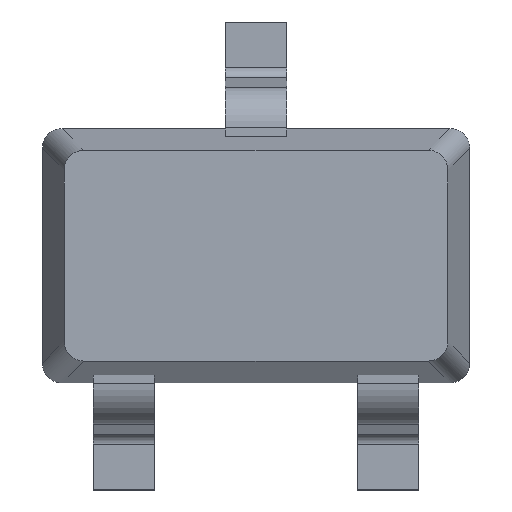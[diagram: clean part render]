
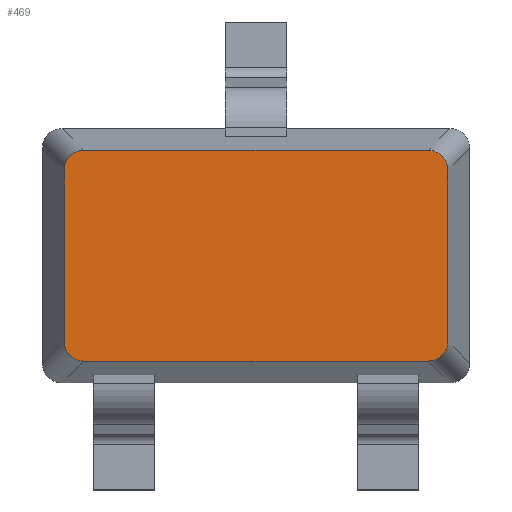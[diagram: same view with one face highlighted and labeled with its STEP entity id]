
A CAD part, top view. The second image highlights one B-rep face of the part: STEP entity #469.
In plain terms, the highlighted planar face has unit normal (0, 0, 1).
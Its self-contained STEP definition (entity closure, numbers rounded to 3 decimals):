
#43 = VERTEX_POINT('',#44);
#44 = CARTESIAN_POINT('',(0.846,-0.518,1.));
#50 = EDGE_CURVE('',#51,#43,#53,.T.);
#51 = VERTEX_POINT('',#52);
#52 = CARTESIAN_POINT('',(-0.846,-0.518,1.));
#53 = LINE('',#54,#55);
#54 = CARTESIAN_POINT('',(-1.05,-0.518,1.));
#55 = VECTOR('',#56,1.);
#56 = DIRECTION('',(1.,0.,0.));
#136 = EDGE_CURVE('',#137,#139,#141,.T.);
#137 = VERTEX_POINT('',#138);
#138 = CARTESIAN_POINT('',(0.846,0.518,1.));
#139 = VERTEX_POINT('',#140);
#140 = CARTESIAN_POINT('',(-0.846,0.518,1.));
#141 = LINE('',#142,#143);
#142 = CARTESIAN_POINT('',(-1.05,0.518,1.));
#143 = VECTOR('',#144,1.);
#144 = DIRECTION('',(-1.,0.,0.));
#411 = EDGE_CURVE('',#412,#414,#416,.T.);
#412 = VERTEX_POINT('',#413);
#413 = CARTESIAN_POINT('',(0.943,-0.421,1.));
#414 = VERTEX_POINT('',#415);
#415 = CARTESIAN_POINT('',(0.943,0.421,1.));
#416 = LINE('',#417,#418);
#417 = CARTESIAN_POINT('',(0.943,0.625,1.));
#418 = VECTOR('',#419,1.);
#419 = DIRECTION('',(0.,1.,0.));
#442 = EDGE_CURVE('',#443,#445,#447,.T.);
#443 = VERTEX_POINT('',#444);
#444 = CARTESIAN_POINT('',(-0.943,0.421,1.));
#445 = VERTEX_POINT('',#446);
#446 = CARTESIAN_POINT('',(-0.943,-0.421,1.));
#447 = LINE('',#448,#449);
#448 = CARTESIAN_POINT('',(-0.943,0.625,1.));
#449 = VECTOR('',#450,1.);
#450 = DIRECTION('',(0.,-1.,0.));
#469 = ADVANCED_FACE('',(#470),#504,.T.);
#470 = FACE_BOUND('',#471,.T.);
#471 = EDGE_LOOP('',(#472,#473,#480,#481,#488,#489,#496,#497));
#472 = ORIENTED_EDGE('',*,*,#50,.T.);
#473 = ORIENTED_EDGE('',*,*,#474,.T.);
#474 = EDGE_CURVE('',#43,#412,#475,.T.);
#475 = ( BOUNDED_CURVE() B_SPLINE_CURVE(3,(#476,#477,#478,#479),
.UNSPECIFIED.,.F.,.F.) B_SPLINE_CURVE_WITH_KNOTS((4,4),(5.531,
7.035),.PIECEWISE_BEZIER_KNOTS.) CURVE() 
GEOMETRIC_REPRESENTATION_ITEM() RATIONAL_B_SPLINE_CURVE((1.,
0.82,0.82,1.)) REPRESENTATION_ITEM('') );
#476 = CARTESIAN_POINT('',(0.846,-0.518,1.));
#477 = CARTESIAN_POINT('',(0.904,-0.518,1.));
#478 = CARTESIAN_POINT('',(0.943,-0.479,1.));
#479 = CARTESIAN_POINT('',(0.943,-0.421,1.));
#480 = ORIENTED_EDGE('',*,*,#411,.T.);
#481 = ORIENTED_EDGE('',*,*,#482,.T.);
#482 = EDGE_CURVE('',#414,#137,#483,.T.);
#483 = ( BOUNDED_CURVE() B_SPLINE_CURVE(3,(#484,#485,#486,#487),
.UNSPECIFIED.,.F.,.F.) B_SPLINE_CURVE_WITH_KNOTS((4,4),(5.531,
7.035),.PIECEWISE_BEZIER_KNOTS.) CURVE() 
GEOMETRIC_REPRESENTATION_ITEM() RATIONAL_B_SPLINE_CURVE((1.,
0.82,0.82,1.)) REPRESENTATION_ITEM('') );
#484 = CARTESIAN_POINT('',(0.943,0.421,1.));
#485 = CARTESIAN_POINT('',(0.943,0.479,1.));
#486 = CARTESIAN_POINT('',(0.904,0.518,1.));
#487 = CARTESIAN_POINT('',(0.846,0.518,1.));
#488 = ORIENTED_EDGE('',*,*,#136,.T.);
#489 = ORIENTED_EDGE('',*,*,#490,.T.);
#490 = EDGE_CURVE('',#139,#443,#491,.T.);
#491 = ( BOUNDED_CURVE() B_SPLINE_CURVE(3,(#492,#493,#494,#495),
.UNSPECIFIED.,.F.,.F.) B_SPLINE_CURVE_WITH_KNOTS((4,4),(5.531,
7.035),.PIECEWISE_BEZIER_KNOTS.) CURVE() 
GEOMETRIC_REPRESENTATION_ITEM() RATIONAL_B_SPLINE_CURVE((1.,
0.82,0.82,1.)) REPRESENTATION_ITEM('') );
#492 = CARTESIAN_POINT('',(-0.846,0.518,1.));
#493 = CARTESIAN_POINT('',(-0.904,0.518,1.));
#494 = CARTESIAN_POINT('',(-0.943,0.479,1.));
#495 = CARTESIAN_POINT('',(-0.943,0.421,1.));
#496 = ORIENTED_EDGE('',*,*,#442,.T.);
#497 = ORIENTED_EDGE('',*,*,#498,.T.);
#498 = EDGE_CURVE('',#445,#51,#499,.T.);
#499 = ( BOUNDED_CURVE() B_SPLINE_CURVE(3,(#500,#501,#502,#503),
.UNSPECIFIED.,.F.,.F.) B_SPLINE_CURVE_WITH_KNOTS((4,4),(5.531,
7.035),.PIECEWISE_BEZIER_KNOTS.) CURVE() 
GEOMETRIC_REPRESENTATION_ITEM() RATIONAL_B_SPLINE_CURVE((1.,
0.82,0.82,1.)) REPRESENTATION_ITEM('') );
#500 = CARTESIAN_POINT('',(-0.943,-0.421,1.));
#501 = CARTESIAN_POINT('',(-0.943,-0.479,1.));
#502 = CARTESIAN_POINT('',(-0.904,-0.518,1.));
#503 = CARTESIAN_POINT('',(-0.846,-0.518,1.));
#504 = PLANE('',#505);
#505 = AXIS2_PLACEMENT_3D('',#506,#507,#508);
#506 = CARTESIAN_POINT('',(1.05,-0.625,1.));
#507 = DIRECTION('',(0.,0.,1.));
#508 = DIRECTION('',(1.,0.,0.));
